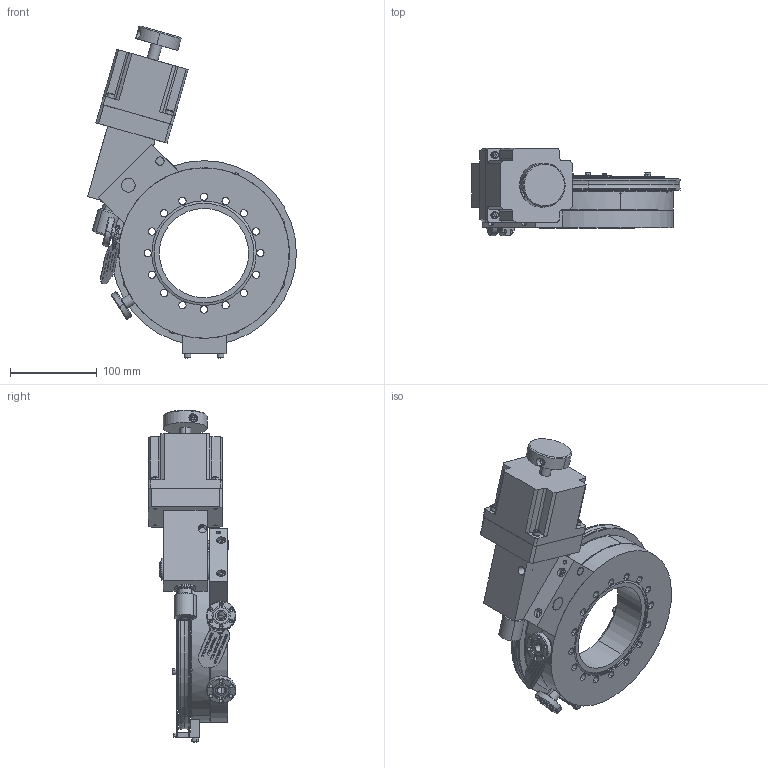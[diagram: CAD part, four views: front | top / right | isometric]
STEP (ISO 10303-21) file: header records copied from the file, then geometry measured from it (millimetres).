
FILE_DESCRIPTION (( 'STEP AP214' ), '1' );
FILE_NAME ('SLO-EX, RNN-400_TM_MS.STEP', '2017-08-09T19:49:27', ( 'My Thermionics' ), ( '' ), 'SwSTEP 2.0', 'SolidWorks 2010', '' );
FILE_SCHEMA (( 'AUTOMOTIVE_DESIGN' ));
Length unit declared in the file: inch
Products named in the file (1): SLO-EX, RNN-400_TM_MS
Bounding box: 241.11 x 101.12 x 383.44 mm (x, y, z)
Surface area: 292994.4 mm2 (no closed solid volume)
Topology: 0 solids, 148 shells, 1229 faces, 8352 edges, 6821 vertices
Faces by surface type: plane 771, cylinder 305, cone 130, torus 14, sphere 6, bspline 3
Entity records: 101525 total; most frequent: CARTESIAN_POINT 23813, DIRECTION 12568, ORIENTED_EDGE 10905, EDGE_CURVE 8324, VERTEX_POINT 6821, VECTOR 5790, LINE 5790, AXIS2_PLACEMENT_3D 3389
